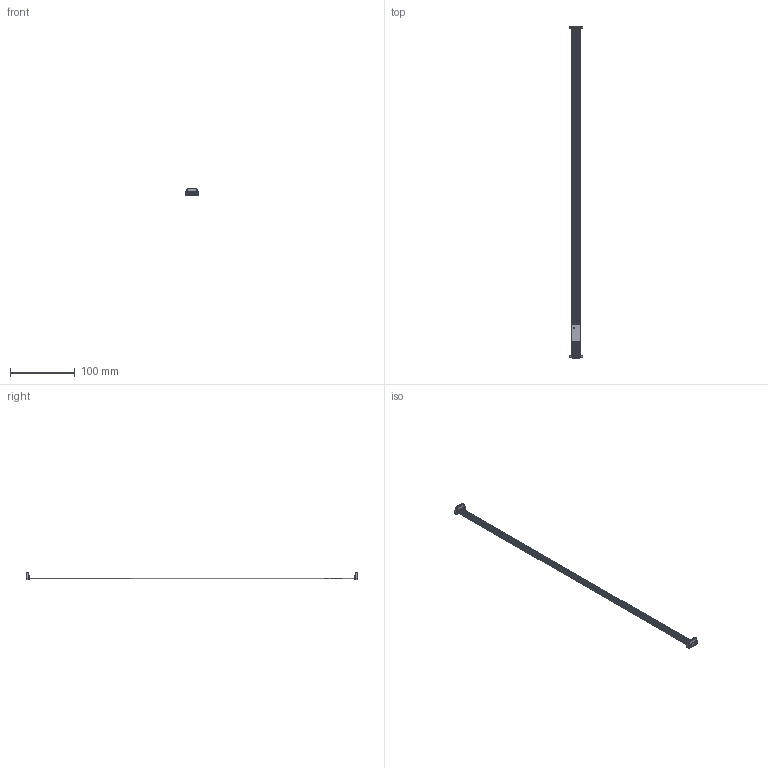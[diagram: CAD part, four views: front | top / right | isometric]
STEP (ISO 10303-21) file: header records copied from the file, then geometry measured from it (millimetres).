
FILE_DESCRIPTION(('CATIA V5 STEP Exchange','CAx-IF Rec.Pracs.--- Model Styling and Organization---1.4--- 2014-01-23'),'2;1');
FILE_NAME ('D1528930_1_2827020000_2827020000.stp','2022-04-28T13:15:06+00:00',('none'),('Weidmueller'),'CATIA Version 5-6 Release 2016 SP3 HF44','CATIA V5 STEP AP214','none');
FILE_SCHEMA(('AUTOMOTIVE_DESIGN { 1 0 10303 214 1 1 1 1 }'));
Products named in the file (1): 2827020000
Bounding box: 20.48 x 511.2 x 12.2 mm (x, y, z)
Volume: 3838.1 mm3; surface area: 35798.3 mm2
Topology: 25 solids, 25 shells, 3116 faces, 8780 edges, 5924 vertices
Faces by surface type: plane 2348, cylinder 614, extrusion 130, cone 24
Entity records: 106272 total; most frequent: CARTESIAN_POINT 27074, ORIENTED_EDGE 17560, DIRECTION 13780, EDGE_CURVE 8780, VECTOR 7136, LINE 7006, VERTEX_POINT 5924, AXIS2_PLACEMENT_3D 3659
